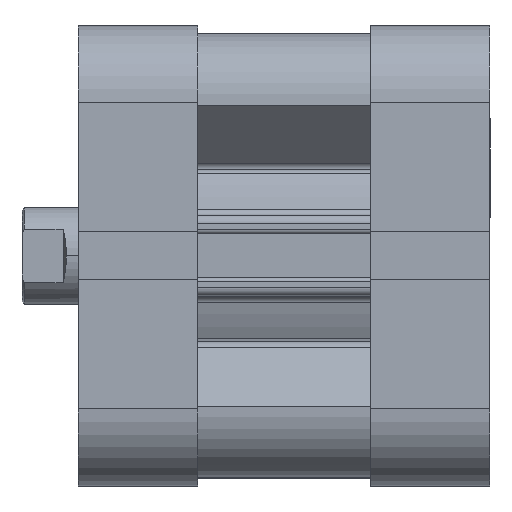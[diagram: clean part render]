
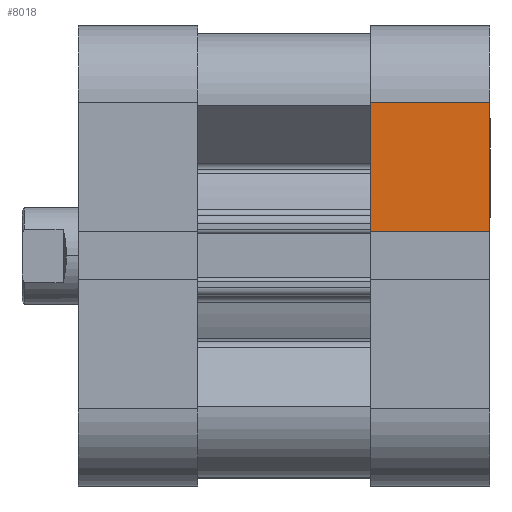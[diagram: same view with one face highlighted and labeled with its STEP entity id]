
A CAD part, top view. The second image highlights one B-rep face of the part: STEP entity #8018.
In plain terms, the highlighted planar face has unit normal (0, 0, 1).
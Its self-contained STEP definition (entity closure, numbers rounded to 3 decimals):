
#433 = VERTEX_POINT ( 'NONE', #643 ) ;
#434 = VERTEX_POINT ( 'NONE', #637 ) ;
#453 = VERTEX_POINT ( 'NONE', #1197 ) ;
#496 = VERTEX_POINT ( 'NONE', #1216 ) ;
#637 = CARTESIAN_POINT ( 'NONE',  ( -13.071, -19., 28.5 ) ) ;
#643 = CARTESIAN_POINT ( 'NONE',  ( -13.071, -2.97, 28.5 ) ) ;
#1197 = CARTESIAN_POINT ( 'NONE',  ( -27.821, -2.97, 28.5 ) ) ;
#1216 = CARTESIAN_POINT ( 'NONE',  ( -27.821, -19., 28.5 ) ) ;
#1820 = CARTESIAN_POINT ( 'NONE',  ( -13.071, -19., 28.5 ) ) ;
#1821 = DIRECTION ( 'NONE',  ( 1., 0., 0. ) ) ;
#1874 = CARTESIAN_POINT ( 'NONE',  ( -13.071, -2.97, 28.5 ) ) ;
#1875 = DIRECTION ( 'NONE',  ( -1., 0., 0. ) ) ;
#2607 = LINE ( 'NONE', #1820, #2608 ) ;
#2608 = VECTOR ( 'NONE', #1821, 1000. ) ;
#2631 = LINE ( 'NONE', #1874, #2632 ) ;
#2632 = VECTOR ( 'NONE', #1875, 1000. ) ;
#3389 = ORIENTED_EDGE ( 'NONE', *, *, #8394, .T. ) ;
#3390 = ORIENTED_EDGE ( 'NONE', *, *, #8289, .F. ) ;
#3391 = ORIENTED_EDGE ( 'NONE', *, *, #8413, .T. ) ;
#3495 = ORIENTED_EDGE ( 'NONE', *, *, #8243, .T. ) ;
#6025 = FACE_OUTER_BOUND ( 'NONE', #9443, .T. ) ;
#6411 = VECTOR ( 'NONE', #7698, 1000. ) ;
#6413 = LINE ( 'NONE', #7697, #6411 ) ;
#6489 = LINE ( 'NONE', #7810, #6490 ) ;
#6490 = VECTOR ( 'NONE', #7811, 1000. ) ;
#6963 = CARTESIAN_POINT ( 'NONE',  ( -13.071, -62.841, 28.5 ) ) ;
#6964 = PLANE ( 'NONE',  #8925 ) ;
#6965 = DIRECTION ( 'NONE',  ( 0., 0., 1. ) ) ;
#6966 = DIRECTION ( 'NONE',  ( 1., 0., 0. ) ) ;
#7697 = CARTESIAN_POINT ( 'NONE',  ( -13.071, -62.841, 28.5 ) ) ;
#7698 = DIRECTION ( 'NONE',  ( 0., 1., 0. ) ) ;
#7810 = CARTESIAN_POINT ( 'NONE',  ( -27.821, -62.841, 28.5 ) ) ;
#7811 = DIRECTION ( 'NONE',  ( 0., 1., 0. ) ) ;
#8018 = ADVANCED_FACE ( 'NONE', ( #6025 ), #6964, .T. ) ;
#8243 = EDGE_CURVE ( 'NONE', #434, #433, #6413, .T. ) ;
#8289 = EDGE_CURVE ( 'NONE', #496, #453, #6489, .T. ) ;
#8394 = EDGE_CURVE ( 'NONE', #496, #434, #2607, .T. ) ;
#8413 = EDGE_CURVE ( 'NONE', #433, #453, #2631, .T. ) ;
#8925 = AXIS2_PLACEMENT_3D ( 'NONE', #6963, #6965, #6966 ) ;
#9443 = EDGE_LOOP ( 'NONE', ( #3495, #3391, #3390, #3389 ) ) ;
